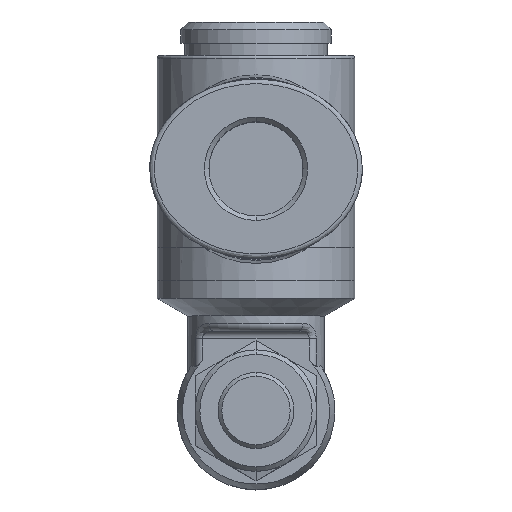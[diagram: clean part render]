
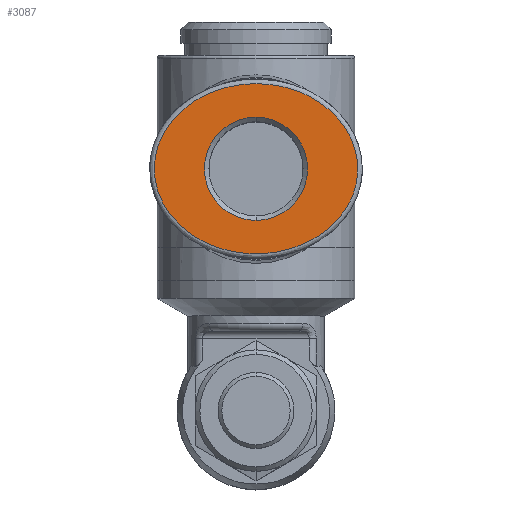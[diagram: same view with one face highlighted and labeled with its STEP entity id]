
A CAD part, top view. The second image highlights one B-rep face of the part: STEP entity #3087.
In plain terms, the highlighted face is planar.
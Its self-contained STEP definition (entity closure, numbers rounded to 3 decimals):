
#2994=CARTESIAN_POINT('',(13.177,24.573,0.0));
#2995=VERTEX_POINT('',#2994);
#3002=CARTESIAN_POINT('',(13.177,31.373,0.));
#3003=VERTEX_POINT('',#3002);
#3004=CARTESIAN_POINT('',(13.177,27.973,0.0));
#3005=DIRECTION('',(-1.0,0.0,0.0));
#3006=DIRECTION('',(0.0,-1.0,0.0));
#3007=AXIS2_PLACEMENT_3D('',#3004,#3005,#3006);
#3008=CIRCLE('',#3007,3.4);
#3009=EDGE_CURVE('',#2995,#3003,#3008,.T.);
#3035=CARTESIAN_POINT('',(13.177,27.973,0.0));
#3036=DIRECTION('',(-1.0,0.0,0.0));
#3037=DIRECTION('',(0.0,-1.0,0.0));
#3038=AXIS2_PLACEMENT_3D('',#3035,#3036,#3037);
#3039=CIRCLE('',#3038,3.4);
#3040=EDGE_CURVE('',#3003,#2995,#3039,.T.);
#3045=CARTESIAN_POINT('',(13.177,27.973,0.0));
#3046=DIRECTION('',(-1.0,0.0,0.0));
#3047=DIRECTION('',(0.0,0.0,1.0));
#3048=AXIS2_PLACEMENT_3D('',#3045,#3046,#3047);
#3049=PLANE('',#3048);
#3050=CARTESIAN_POINT('',(13.177,27.973,6.7));
#3051=VERTEX_POINT('',#3050);
#3052=CARTESIAN_POINT('',(13.177,27.973,6.7));
#3053=CARTESIAN_POINT('',(13.177,27.506,6.7));
#3054=CARTESIAN_POINT('',(13.177,27.032,6.628));
#3055=CARTESIAN_POINT('',(13.177,25.863,6.269));
#3056=CARTESIAN_POINT('',(13.177,25.199,5.879));
#3057=CARTESIAN_POINT('',(13.177,23.803,4.64));
#3058=CARTESIAN_POINT('',(13.177,23.187,3.662));
#3059=CARTESIAN_POINT('',(13.177,22.381,1.379));
#3060=CARTESIAN_POINT('',(13.177,22.267,0.046));
#3061=CARTESIAN_POINT('',(13.177,22.709,-2.758));
#3062=CARTESIAN_POINT('',(13.177,23.393,-4.211));
#3063=CARTESIAN_POINT('',(13.177,25.163,-5.879));
#3064=CARTESIAN_POINT('',(13.177,25.961,-6.342));
#3065=CARTESIAN_POINT('',(13.177,27.706,-6.777));
#3066=CARTESIAN_POINT('',(13.177,28.638,-6.735));
#3067=CARTESIAN_POINT('',(13.177,30.52,-6.103));
#3068=CARTESIAN_POINT('',(13.177,31.431,-5.4));
#3069=CARTESIAN_POINT('',(13.177,32.835,-3.567));
#3070=CARTESIAN_POINT('',(13.177,33.293,-2.411));
#3071=CARTESIAN_POINT('',(13.177,33.724,0.353));
#3072=CARTESIAN_POINT('',(13.177,33.492,2.028));
#3073=CARTESIAN_POINT('',(13.177,32.303,4.377));
#3074=CARTESIAN_POINT('',(13.177,31.643,5.188));
#3075=CARTESIAN_POINT('',(13.177,29.985,6.357));
#3076=CARTESIAN_POINT('',(13.177,28.982,6.7));
#3077=CARTESIAN_POINT('',(13.177,27.973,6.7));
#3078=B_SPLINE_CURVE_WITH_KNOTS('',3,(#3052,#3053,#3054,#3055,#3056,#3057,#3058,#3059,#3060,#3061,#3062,#3063,#3064,#3065,#3066,#3067,#3068,#3069,#3070,#3071,#3072,#3073,#3074,#3075,#3076,#3077),.UNSPECIFIED.,.T.,.U.,(4,2,2,2,2,2,2,2,2,2,2,2,4),(0.0,0.229,0.595,1.14,1.773,2.518,2.954,3.39,3.926,4.512,5.294,5.789,6.283),.UNSPECIFIED.);
#3079=EDGE_CURVE('',#3051,#3051,#3078,.T.);
#3080=ORIENTED_EDGE('',*,*,#3079,.F.);
#3081=EDGE_LOOP('',(#3080));
#3082=FACE_OUTER_BOUND('',#3081,.T.);
#3083=ORIENTED_EDGE('',*,*,#3040,.F.);
#3084=ORIENTED_EDGE('',*,*,#3009,.F.);
#3085=EDGE_LOOP('',(#3083,#3084));
#3086=FACE_BOUND('',#3085,.T.);
#3087=ADVANCED_FACE('',(#3082,#3086),#3049,.T.);
